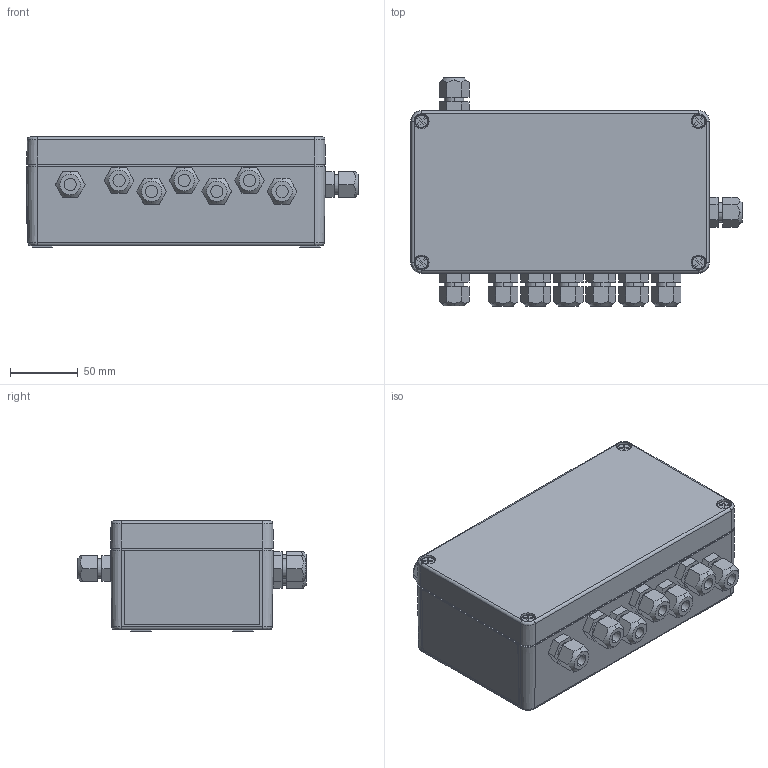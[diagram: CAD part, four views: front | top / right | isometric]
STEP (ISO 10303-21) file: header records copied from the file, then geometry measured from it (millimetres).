
FILE_DESCRIPTION (( 'STEP AP214' ), '1' );
FILE_NAME ('NM2ASEM2_352097.STEP', '2015-02-17T13:40:22', ( 'Admin1' ), ( '' ), 'SwSTEP 2.0', 'SolidWorks 2014', '' );
FILE_SCHEMA (( 'AUTOMOTIVE_DESIGN' ));
Length unit declared in the file: millimetre
Products named in the file (1): NM2ASEM2_352097
Bounding box: 244.43 x 167.91 x 81 mm (x, y, z)
Surface area: 144955.6 mm2 (no closed solid volume)
Topology: 0 solids, 25 shells, 364 faces, 1021 edges, 684 vertices
Faces by surface type: plane 246, cone 54, cylinder 48, bspline 16
Entity records: 16290 total; most frequent: CARTESIAN_POINT 3134, DIRECTION 1833, ORIENTED_EDGE 1788, EDGE_CURVE 1021, VERTEX_POINT 684, VECTOR 667, LINE 667, AXIS2_PLACEMENT_3D 583
